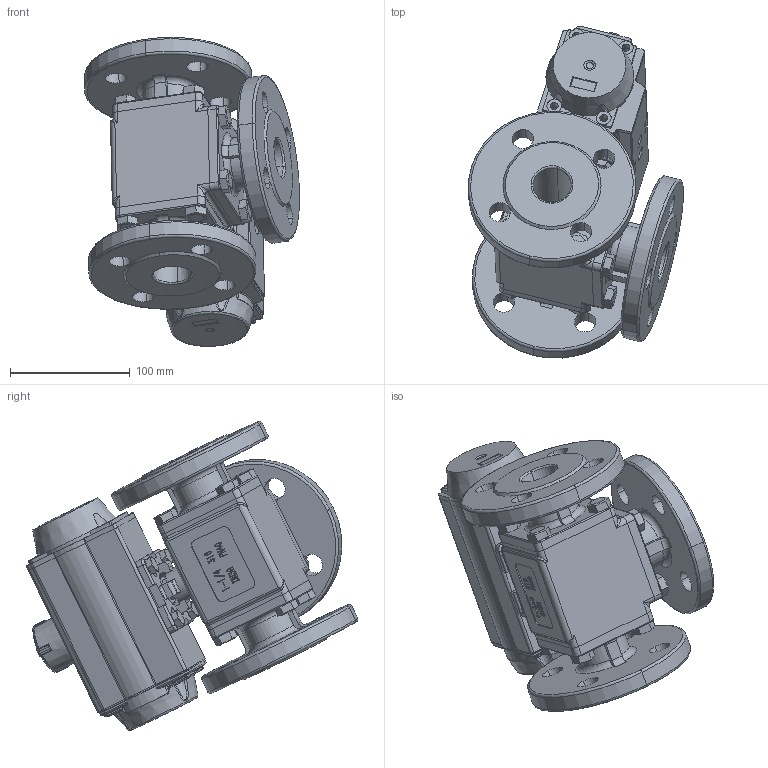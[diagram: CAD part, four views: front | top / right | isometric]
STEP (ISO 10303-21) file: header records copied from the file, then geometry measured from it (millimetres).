
FILE_DESCRIPTION(/* description */ ('Unknown'),/* implementation_level */ '2;1');
FILE_NAME(/* name */ 'PD03 9342_9343-07 ',/* time_stamp */ '2025-03-21T08:15:24+01:00',/* author */ ('Unknown'),/* organization */ ('Unknown'),/* preprocessor_version */ 'ST-DEVELOPER v19.4',/* originating_system */ 'Solid Edge',/* authorisation */ 'Unknown');
FILE_SCHEMA (('AUTOMOTIVE_DESIGN { 1 0 10303 214 3 1 1 }','INTEGRATED_CNC_SCHEMA','AUTOMOTIVE_DESIGN {1 0 10303 214 3 1 1}'));
Products named in the file (19): PD03 9342_9343-07 ; 9342_9343-07; 概极; 概裔; 概裝; MV-85L-FGM-DN32; MV-85L-FS-DN32; 蟈諉蹟邡; PD03_PE02; vt65-2016-06-25; Optische Anzeige; ______; ________(___________; cup head nib bolts with large head gb_GB_FASTENER_BOLT_CHNBW M6X25-N; ____65______ ______; VT65_____________MIR; zhou65; VTE65____; DIN 933 M8x20 A2-70 BLK_EDST
Assembly tree (38 placements, depth 4):
  PD03 9342_9343-07 
    9342_9343-07
      概极
      概裔  x3
      概裝
      MV-85L-FGM-DN32
      MV-85L-FS-DN32
      蟈諉蹟邡  x12
    PD03_PE02
      vt65-2016-06-25
      Optische Anzeige
        ______
        ________(___________  x4
        cup head nib bolts with large head gb_GB_FASTENER_BOLT_CHNBW M6X25-N
      ____65______ ______  x2
      VT65_____________MIR
      zhou65
      VTE65____
    DIN 933 M8x20 A2-70 BLK_EDST  x4
Bounding box: 179.67 x 277.41 x 258.38 mm (x, y, z)
Volume: 1907800.9 mm3; surface area: 492849.4 mm2
Topology: 35 solids, 35 shells, 3182 faces, 8029 edges, 5022 vertices
Faces by surface type: plane 1152, cylinder 983, bspline 486, torus 325, cone 203, sphere 33
Full cylindrical faces by diameter (mm): 3 x16, 3.3 x8, 4.134 x8, 4.66 x1, 4.917 x15, 5 x1, 6 x1, 6.2 x1, 6.5 x4, 6.647 x4, 8 x4, 10 x8, 11 x1, 11.4 x1, 11.445 x2, 12 x1, 12.5 x2, 12.9 x1, 13 x6, 14 x5, 15 x1, 16.2 x18, 17 x2, 20 x2, 22.5 x1, 24.2 x1, 24.4 x1, 28 x4, 38.5 x1, 56 x2
Entity records: 85790 total; most frequent: CARTESIAN_POINT 34163, ORIENTED_EDGE 11064, DIRECTION 9509, EDGE_CURVE 5532, VERTEX_POINT 3643, AXIS2_PLACEMENT_3D 3573, FACE_BOUND 2735, EDGE_LOOP 2715
